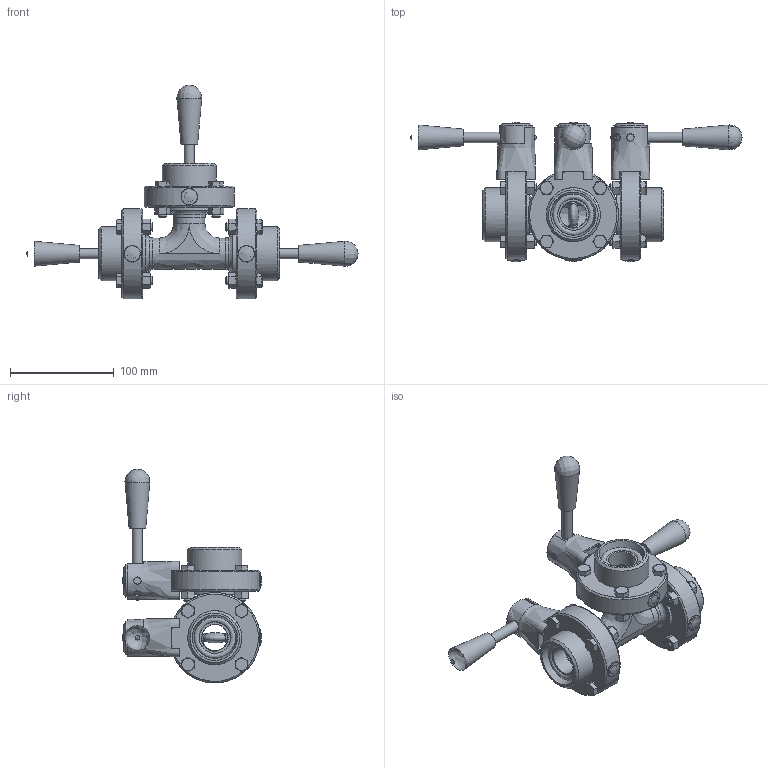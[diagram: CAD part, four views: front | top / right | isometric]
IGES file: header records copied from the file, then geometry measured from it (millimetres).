
Global section: file name: 33010025000; native system: Autodesk Inventor 2017; preprocessor: unknown; author: Struska; date: 20171219.085840; units: millimetre
Bounding box: 319.62 x 134.24 x 205.9 mm (x, y, z)
Volume: 640609.1 mm3; surface area: 208102 mm2
Topology: 14 solids, 43 shells, 1101 faces, 2987 edges, 1970 vertices
Faces by surface type: bspline 1101
